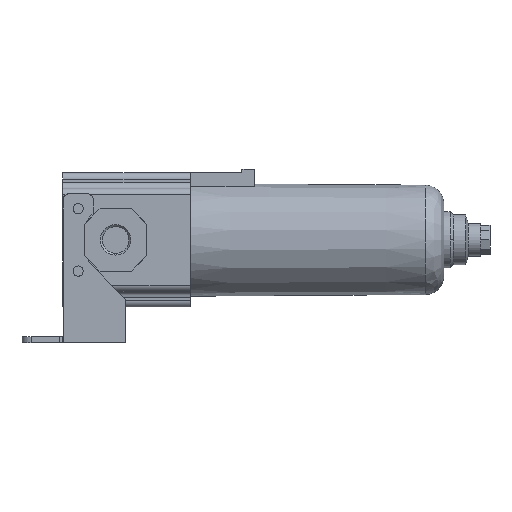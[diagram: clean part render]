
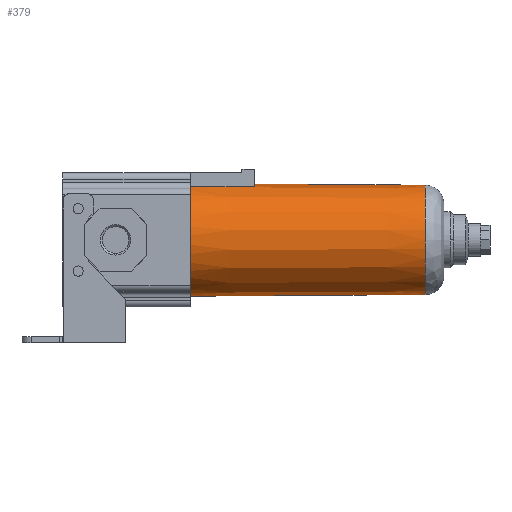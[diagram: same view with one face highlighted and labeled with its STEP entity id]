
A CAD part, left-side view. The second image highlights one B-rep face of the part: STEP entity #379.
In plain terms, the highlighted conical face has half-angle 0.381 degrees and reference radius 18.04 mm.
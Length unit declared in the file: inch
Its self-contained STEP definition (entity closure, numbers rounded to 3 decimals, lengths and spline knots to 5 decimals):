
#126 = EDGE_CURVE ( 'NONE', #1744, #970, #5112, .T. ) ;
#219 = VERTEX_POINT ( 'NONE', #4769 ) ;
#348 = EDGE_CURVE ( 'NONE', #4558, #4073, #5338, .T. ) ;
#379 = ADVANCED_FACE ( 'NONE', ( #3614 ), #2097, .T. ) ;
#625 = CARTESIAN_POINT ( 'NONE',  ( 0., -0.94488, 0. ) ) ;
#674 = DIRECTION ( 'NONE',  ( 0., 1., 0. ) ) ;
#871 = DIRECTION ( 'NONE',  ( 0., 0., 1. ) ) ;
#875 = VECTOR ( 'NONE', #1077, 39.37008 ) ;
#885 = AXIS2_PLACEMENT_3D ( 'NONE', #3510, #4329, #3473 ) ;
#970 = VERTEX_POINT ( 'NONE', #2218 ) ;
#980 = ORIENTED_EDGE ( 'NONE', *, *, #348, .T. ) ;
#1061 = AXIS2_PLACEMENT_3D ( 'NONE', #625, #5262, #3903 ) ;
#1077 = DIRECTION ( 'NONE',  ( 0., 1., 0.007 ) ) ;
#1094 = DIRECTION ( 'NONE',  ( 0., 1., -0.007 ) ) ;
#1172 = CARTESIAN_POINT ( 'NONE',  ( 0., -3.90708, 0.69054 ) ) ;
#1269 = B_SPLINE_CURVE_WITH_KNOTS ( 'NONE', 3,
 ( #4873, #2561, #3072, #4940 ),
 .UNSPECIFIED., .F., .F.,
 ( 4, 4 ),
 ( 0., 1. ),
 .UNSPECIFIED. ) ;
#1317 = VECTOR ( 'NONE', #1094, 39.37008 ) ;
#1319 = CARTESIAN_POINT ( 'NONE',  ( 0., -1.75197, 0. ) ) ;
#1615 = EDGE_CURVE ( 'NONE', #219, #1744, #1269, .T. ) ;
#1744 = VERTEX_POINT ( 'NONE', #2706 ) ;
#2097 = CONICAL_SURFACE ( 'NONE', #2277, 0.71025, 0.007 ) ;
#2138 = ORIENTED_EDGE ( 'NONE', *, *, #5343, .T. ) ;
#2218 = CARTESIAN_POINT ( 'NONE',  ( 0., -0.94488, -0.71025 ) ) ;
#2277 = AXIS2_PLACEMENT_3D ( 'NONE', #5755, #674, #3004 ) ;
#2561 = CARTESIAN_POINT ( 'NONE',  ( -0.22665, -1.4921, 0.66929 ) ) ;
#2662 = VERTEX_POINT ( 'NONE', #2829 ) ;
#2706 = CARTESIAN_POINT ( 'NONE',  ( -0.2377, -0.94488, 0.66929 ) ) ;
#2829 = CARTESIAN_POINT ( 'NONE',  ( 0., -3.90708, -0.69054 ) ) ;
#2867 = ORIENTED_EDGE ( 'NONE', *, *, #126, .T. ) ;
#3004 = DIRECTION ( 'NONE',  ( 0., 0., 1. ) ) ;
#3053 = EDGE_CURVE ( 'NONE', #2662, #4558, #5352, .T. ) ;
#3072 = CARTESIAN_POINT ( 'NONE',  ( -0.23217, -1.22307, 0.66929 ) ) ;
#3250 = CARTESIAN_POINT ( 'NONE',  ( 0., -1.75197, 0.70488 ) ) ;
#3366 = ORIENTED_EDGE ( 'NONE', *, *, #1615, .T. ) ;
#3473 = DIRECTION ( 'NONE',  ( 0., 0., 1. ) ) ;
#3510 = CARTESIAN_POINT ( 'NONE',  ( 0., -3.90708, 0. ) ) ;
#3614 = FACE_OUTER_BOUND ( 'NONE', #3733, .T. ) ;
#3700 = ORIENTED_EDGE ( 'NONE', *, *, #3053, .T. ) ;
#3733 = EDGE_LOOP ( 'NONE', ( #4856, #3700, #980, #2138, #3366, #2867 ) ) ;
#3903 = DIRECTION ( 'NONE',  ( 0., 0., 1. ) ) ;
#4073 = VERTEX_POINT ( 'NONE', #3250 ) ;
#4329 = DIRECTION ( 'NONE',  ( 0., 1., 0. ) ) ;
#4338 = CIRCLE ( 'NONE', #5703, 0.70488 ) ;
#4558 = VERTEX_POINT ( 'NONE', #1172 ) ;
#4769 = CARTESIAN_POINT ( 'NONE',  ( -0.22114, -1.75197, 0.66929 ) ) ;
#4801 = CARTESIAN_POINT ( 'NONE',  ( 0., -0.94488, 0.71025 ) ) ;
#4856 = ORIENTED_EDGE ( 'NONE', *, *, #5964, .F. ) ;
#4873 = CARTESIAN_POINT ( 'NONE',  ( -0.22114, -1.75197, 0.66929 ) ) ;
#4940 = CARTESIAN_POINT ( 'NONE',  ( -0.2377, -0.94488, 0.66929 ) ) ;
#5112 = CIRCLE ( 'NONE', #1061, 0.71025 ) ;
#5123 = LINE ( 'NONE', #5237, #1317 ) ;
#5237 = CARTESIAN_POINT ( 'NONE',  ( 0., -0.94488, -0.71025 ) ) ;
#5262 = DIRECTION ( 'NONE',  ( 0., -1., 0. ) ) ;
#5338 = LINE ( 'NONE', #4801, #875 ) ;
#5343 = EDGE_CURVE ( 'NONE', #4073, #219, #4338, .T. ) ;
#5352 = CIRCLE ( 'NONE', #885, 0.69054 ) ;
#5453 = DIRECTION ( 'NONE',  ( 0., -1., 0. ) ) ;
#5703 = AXIS2_PLACEMENT_3D ( 'NONE', #1319, #5453, #871 ) ;
#5755 = CARTESIAN_POINT ( 'NONE',  ( 0., -0.94488, 0. ) ) ;
#5964 = EDGE_CURVE ( 'NONE', #2662, #970, #5123, .T. ) ;
